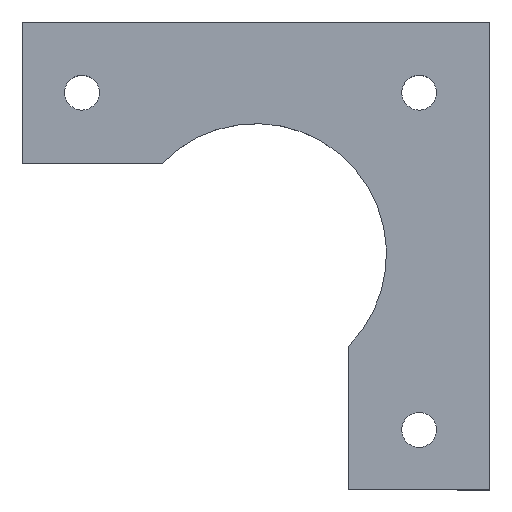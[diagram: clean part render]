
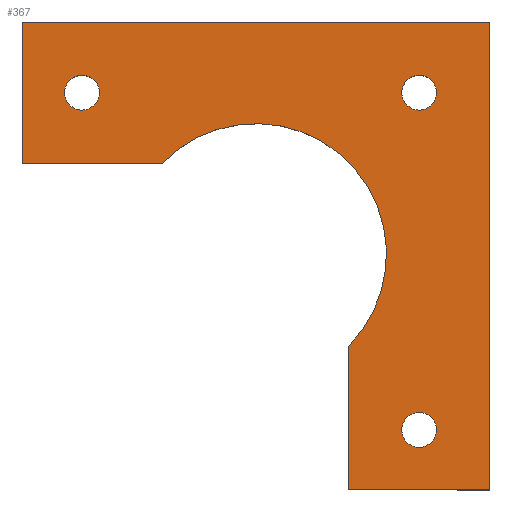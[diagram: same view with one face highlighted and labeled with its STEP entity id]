
A CAD part, top view. The second image highlights one B-rep face of the part: STEP entity #367.
In plain terms, the highlighted planar face has unit normal (0, 0, 1).
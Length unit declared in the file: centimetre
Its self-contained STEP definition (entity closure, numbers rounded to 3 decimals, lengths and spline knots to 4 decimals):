
#22=PLANE('',#405);
#34=LINE('',#568,#62);
#37=LINE('',#574,#65);
#38=LINE('',#576,#66);
#39=LINE('',#578,#67);
#40=LINE('',#580,#68);
#41=LINE('',#581,#69);
#62=VECTOR('',#472,1.);
#65=VECTOR('',#477,1.);
#66=VECTOR('',#478,1.);
#67=VECTOR('',#479,1.);
#68=VECTOR('',#480,1.);
#69=VECTOR('',#481,1.);
#95=FACE_BOUND('',#145,.T.);
#96=FACE_BOUND('',#146,.T.);
#97=FACE_BOUND('',#147,.T.);
#118=FACE_OUTER_BOUND('',#144,.T.);
#144=EDGE_LOOP('',(#284,#285,#286,#287,#288,#289,#290));
#145=EDGE_LOOP('',(#291));
#146=EDGE_LOOP('',(#292));
#147=EDGE_LOOP('',(#293));
#177=CIRCLE('',#394,0.16);
#179=CIRCLE('',#397,0.16);
#181=CIRCLE('',#400,0.16);
#183=CIRCLE('',#403,1.2);
#193=VERTEX_POINT('',#545);
#195=VERTEX_POINT('',#550);
#197=VERTEX_POINT('',#555);
#199=VERTEX_POINT('',#559);
#201=VERTEX_POINT('',#563);
#202=VERTEX_POINT('',#567);
#204=VERTEX_POINT('',#573);
#205=VERTEX_POINT('',#575);
#206=VERTEX_POINT('',#577);
#207=VERTEX_POINT('',#579);
#227=EDGE_CURVE('',#193,#193,#177,.T.);
#229=EDGE_CURVE('',#195,#195,#179,.T.);
#231=EDGE_CURVE('',#197,#197,#181,.T.);
#235=EDGE_CURVE('',#199,#201,#183,.T.);
#236=EDGE_CURVE('',#202,#199,#34,.T.);
#239=EDGE_CURVE('',#201,#204,#37,.T.);
#240=EDGE_CURVE('',#204,#205,#38,.T.);
#241=EDGE_CURVE('',#205,#206,#39,.T.);
#242=EDGE_CURVE('',#206,#207,#40,.T.);
#243=EDGE_CURVE('',#207,#202,#41,.T.);
#284=ORIENTED_EDGE('',*,*,#235,.T.);
#285=ORIENTED_EDGE('',*,*,#239,.T.);
#286=ORIENTED_EDGE('',*,*,#240,.T.);
#287=ORIENTED_EDGE('',*,*,#241,.T.);
#288=ORIENTED_EDGE('',*,*,#242,.T.);
#289=ORIENTED_EDGE('',*,*,#243,.T.);
#290=ORIENTED_EDGE('',*,*,#236,.T.);
#291=ORIENTED_EDGE('',*,*,#227,.T.);
#292=ORIENTED_EDGE('',*,*,#229,.T.);
#293=ORIENTED_EDGE('',*,*,#231,.T.);
#367=ADVANCED_FACE('',(#118,#95,#96,#97),#22,.T.);
#394=AXIS2_PLACEMENT_3D('',#546,#448,#449);
#397=AXIS2_PLACEMENT_3D('',#551,#454,#455);
#400=AXIS2_PLACEMENT_3D('',#556,#460,#461);
#403=AXIS2_PLACEMENT_3D('',#565,#468,#469);
#405=AXIS2_PLACEMENT_3D('',#572,#475,#476);
#448=DIRECTION('center_axis',(0.,0.,-1.));
#449=DIRECTION('ref_axis',(-1.,0.,0.));
#454=DIRECTION('center_axis',(0.,0.,-1.));
#455=DIRECTION('ref_axis',(-1.,0.,0.));
#460=DIRECTION('center_axis',(0.,0.,-1.));
#461=DIRECTION('ref_axis',(-1.,0.,0.));
#468=DIRECTION('center_axis',(0.,0.,-1.));
#469=DIRECTION('ref_axis',(-1.,0.,0.));
#472=DIRECTION('',(1.,0.,0.));
#475=DIRECTION('center_axis',(0.,0.,1.));
#476=DIRECTION('ref_axis',(1.,0.,0.));
#477=DIRECTION('',(0.,-1.,0.));
#478=DIRECTION('',(1.,0.,0.));
#479=DIRECTION('',(0.,1.,0.));
#480=DIRECTION('',(-1.,0.,0.));
#481=DIRECTION('',(0.,-1.,0.));
#545=CARTESIAN_POINT('',(-3.59,-0.65,1.6));
#546=CARTESIAN_POINT('Origin',(-3.75,-0.65,1.6));
#550=CARTESIAN_POINT('',(-0.49,-0.65,1.6));
#551=CARTESIAN_POINT('Origin',(-0.65,-0.65,1.6));
#555=CARTESIAN_POINT('',(-0.49,-3.75,1.6));
#556=CARTESIAN_POINT('Origin',(-0.65,-3.75,1.6));
#559=CARTESIAN_POINT('',(-3.0125,-1.3,1.6));
#563=CARTESIAN_POINT('',(-1.3,-2.9813,1.6));
#565=CARTESIAN_POINT('Origin',(-2.15,-2.1343,1.6));
#567=CARTESIAN_POINT('',(-4.3,-1.3,1.6));
#568=CARTESIAN_POINT('',(-3.225,-1.3,1.6));
#572=CARTESIAN_POINT('Origin',(-2.15,-2.15,1.6));
#573=CARTESIAN_POINT('',(-1.3,-4.3,1.6));
#574=CARTESIAN_POINT('',(-1.3,-1.725,1.6));
#575=CARTESIAN_POINT('',(0.,-4.3,1.6));
#576=CARTESIAN_POINT('',(-4.3,-4.3,1.6));
#577=CARTESIAN_POINT('',(0.,0.,1.6));
#578=CARTESIAN_POINT('',(0.,-4.3,1.6));
#579=CARTESIAN_POINT('',(-4.3,0.,1.6));
#580=CARTESIAN_POINT('',(0.,0.,1.6));
#581=CARTESIAN_POINT('',(-4.3,0.,1.6));
